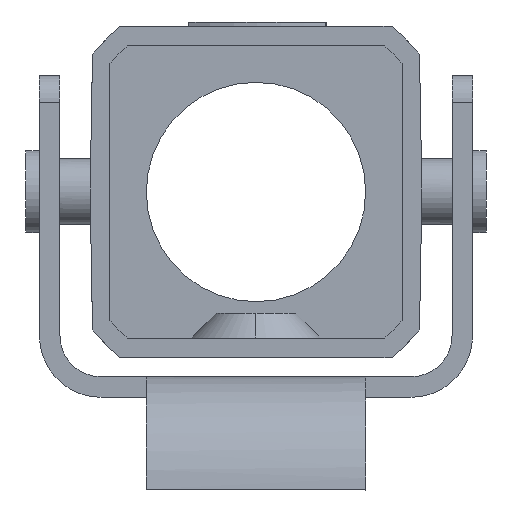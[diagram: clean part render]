
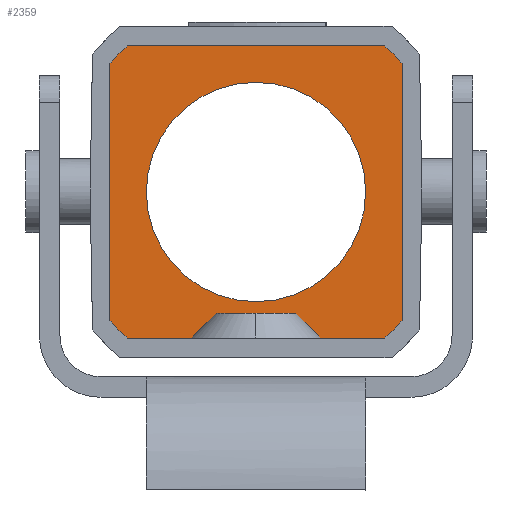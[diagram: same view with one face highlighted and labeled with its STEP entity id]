
A CAD part, front view. The second image highlights one B-rep face of the part: STEP entity #2359.
In plain terms, the highlighted planar face has unit normal (0, -1, 0).
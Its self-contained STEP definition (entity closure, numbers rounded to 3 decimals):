
#1352=LINE('',#5899,#1682);
#1356=LINE('',#5913,#1686);
#1360=LINE('',#5925,#1690);
#1364=LINE('',#5937,#1694);
#1367=LINE('',#5946,#1697);
#1369=LINE('',#5949,#1699);
#1372=LINE('',#5954,#1702);
#1373=LINE('',#5956,#1703);
#1682=VECTOR('',#4936,1.);
#1686=VECTOR('',#4948,1.);
#1690=VECTOR('',#4960,1.);
#1694=VECTOR('',#4972,1.);
#1697=VECTOR('',#4983,1.);
#1699=VECTOR('',#4985,1.);
#1702=VECTOR('',#4990,1.);
#1703=VECTOR('',#4993,1.);
#2065=FACE_BOUND('',#2703,.T.);
#2066=FACE_BOUND('',#2704,.T.);
#2135=PLANE('',#4671);
#2266=CIRCLE('',#4651,8.);
#2267=CIRCLE('',#4654,14.2);
#2269=CIRCLE('',#4658,14.2);
#2271=CIRCLE('',#4662,14.2);
#2273=CIRCLE('',#4666,14.2);
#2359=ADVANCED_FACE('',(#2065,#2066),#2135,.F.);
#2703=EDGE_LOOP('',(#3008));
#2704=EDGE_LOOP('',(#3009,#3010,#3011,#3012,#3013,#3014,#3015,#3016,#3017,
#3018,#3019,#3020));
#3008=ORIENTED_EDGE('',*,*,#4186,.F.);
#3009=ORIENTED_EDGE('',*,*,#4221,.F.);
#3010=ORIENTED_EDGE('',*,*,#4192,.F.);
#3011=ORIENTED_EDGE('',*,*,#4217,.F.);
#3012=ORIENTED_EDGE('',*,*,#4194,.T.);
#3013=ORIENTED_EDGE('',*,*,#4198,.F.);
#3014=ORIENTED_EDGE('',*,*,#4201,.T.);
#3015=ORIENTED_EDGE('',*,*,#4204,.F.);
#3016=ORIENTED_EDGE('',*,*,#4207,.T.);
#3017=ORIENTED_EDGE('',*,*,#4210,.F.);
#3018=ORIENTED_EDGE('',*,*,#4213,.T.);
#3019=ORIENTED_EDGE('',*,*,#4215,.F.);
#3020=ORIENTED_EDGE('',*,*,#4220,.F.);
#3874=VERTEX_POINT('',#5861);
#3877=VERTEX_POINT('',#5896);
#3878=VERTEX_POINT('',#5898);
#3879=VERTEX_POINT('',#5902);
#3881=VERTEX_POINT('',#5905);
#3884=VERTEX_POINT('',#5912);
#3885=VERTEX_POINT('',#5917);
#3888=VERTEX_POINT('',#5924);
#3889=VERTEX_POINT('',#5929);
#3892=VERTEX_POINT('',#5936);
#3893=VERTEX_POINT('',#5941);
#3895=VERTEX_POINT('',#5947);
#3896=VERTEX_POINT('',#5953);
#4186=EDGE_CURVE('',#3874,#3874,#2266,.T.);
#4192=EDGE_CURVE('',#3878,#3877,#1352,.T.);
#4194=EDGE_CURVE('',#3881,#3879,#2267,.T.);
#4198=EDGE_CURVE('',#3884,#3879,#1356,.T.);
#4201=EDGE_CURVE('',#3884,#3885,#2269,.T.);
#4204=EDGE_CURVE('',#3888,#3885,#1360,.T.);
#4207=EDGE_CURVE('',#3888,#3889,#2271,.T.);
#4210=EDGE_CURVE('',#3892,#3889,#1364,.T.);
#4213=EDGE_CURVE('',#3892,#3893,#2273,.T.);
#4215=EDGE_CURVE('',#3895,#3893,#1367,.T.);
#4217=EDGE_CURVE('',#3881,#3878,#1369,.T.);
#4220=EDGE_CURVE('',#3896,#3895,#1372,.T.);
#4221=EDGE_CURVE('',#3877,#3896,#1373,.T.);
#4651=AXIS2_PLACEMENT_3D('',#5860,#4930,#4931);
#4654=AXIS2_PLACEMENT_3D('',#5904,#4940,#4941);
#4658=AXIS2_PLACEMENT_3D('',#5919,#4953,#4954);
#4662=AXIS2_PLACEMENT_3D('',#5931,#4965,#4966);
#4666=AXIS2_PLACEMENT_3D('',#5943,#4977,#4978);
#4671=AXIS2_PLACEMENT_3D('',#5957,#4994,#4995);
#4930=DIRECTION('',(0.,-1.,0.));
#4931=DIRECTION('',(1.,0.,0.002));
#4936=DIRECTION('',(-0.707,0.,0.707));
#4940=DIRECTION('',(0.,-1.,0.));
#4941=DIRECTION('',(0.661,0.,-0.75));
#4948=DIRECTION('',(0.,0.,-1.));
#4953=DIRECTION('',(0.,-1.,0.));
#4954=DIRECTION('',(0.75,0.,0.661));
#4960=DIRECTION('',(1.,0.,0.));
#4965=DIRECTION('',(0.,-1.,0.));
#4966=DIRECTION('',(-0.661,0.,0.75));
#4972=DIRECTION('',(0.,0.,1.));
#4977=DIRECTION('',(0.,-1.,0.));
#4978=DIRECTION('',(-0.75,0.,-0.661));
#4983=DIRECTION('',(-1.,0.,0.));
#4985=DIRECTION('',(-1.,0.,0.));
#4990=DIRECTION('',(-0.707,0.,-0.707));
#4993=DIRECTION('',(-1.,0.,0.));
#4994=DIRECTION('',(0.,1.,0.));
#4995=DIRECTION('',(0.,0.,1.));
#5860=CARTESIAN_POINT('',(0.,46.3,0.));
#5861=CARTESIAN_POINT('',(8.,46.3,0.015));
#5896=CARTESIAN_POINT('',(2.9,46.3,-8.85));
#5898=CARTESIAN_POINT('',(4.7,46.3,-10.65));
#5899=CARTESIAN_POINT('',(4.7,46.3,-10.65));
#5902=CARTESIAN_POINT('',(10.65,46.3,-9.392));
#5904=CARTESIAN_POINT('',(0.,46.3,0.));
#5905=CARTESIAN_POINT('',(9.392,46.3,-10.65));
#5912=CARTESIAN_POINT('',(10.65,46.3,9.392));
#5913=CARTESIAN_POINT('',(10.65,46.3,9.392));
#5917=CARTESIAN_POINT('',(9.392,46.3,10.65));
#5919=CARTESIAN_POINT('',(0.,46.3,0.));
#5924=CARTESIAN_POINT('',(-9.392,46.3,10.65));
#5925=CARTESIAN_POINT('',(-9.392,46.3,10.65));
#5929=CARTESIAN_POINT('',(-10.65,46.3,9.392));
#5931=CARTESIAN_POINT('',(0.,46.3,0.));
#5936=CARTESIAN_POINT('',(-10.65,46.3,-9.392));
#5937=CARTESIAN_POINT('',(-10.65,46.3,-9.392));
#5941=CARTESIAN_POINT('',(-9.392,46.3,-10.65));
#5943=CARTESIAN_POINT('',(0.,46.3,0.));
#5946=CARTESIAN_POINT('',(-4.7,46.3,-10.65));
#5947=CARTESIAN_POINT('',(-4.7,46.3,-10.65));
#5949=CARTESIAN_POINT('',(9.392,46.3,-10.65));
#5953=CARTESIAN_POINT('',(-2.9,46.3,-8.85));
#5954=CARTESIAN_POINT('',(-2.9,46.3,-8.85));
#5956=CARTESIAN_POINT('',(2.9,46.3,-8.85));
#5957=CARTESIAN_POINT('',(-11.65,46.3,-11.65));
